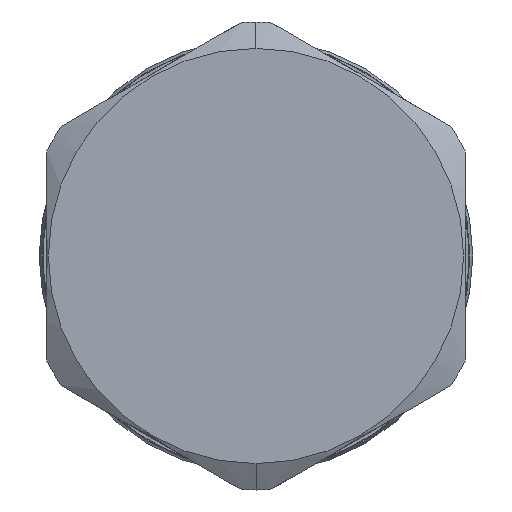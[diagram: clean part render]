
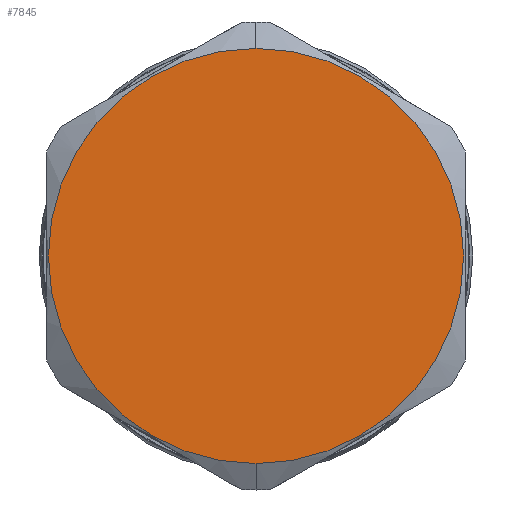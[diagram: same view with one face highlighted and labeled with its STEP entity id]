
A CAD part, left-side view. The second image highlights one B-rep face of the part: STEP entity #7845.
In plain terms, the highlighted planar face has unit normal (-1, 0, 0).
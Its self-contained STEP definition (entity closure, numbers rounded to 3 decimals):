
#68 = AXIS2_PLACEMENT_3D ( 'NONE', #5501, #5508, #5509 ) ;
#762 = CIRCLE ( 'NONE', #3065, 11. ) ;
#1075 = CIRCLE ( 'NONE', #1565, 11. ) ;
#1565 = AXIS2_PLACEMENT_3D ( 'NONE', #6267, #6391, #6396 ) ;
#1789 = DIRECTION ( 'NONE',  ( 0., 0., 1. ) ) ;
#1790 = DIRECTION ( 'NONE',  ( -1., 0., 0. ) ) ;
#1792 = CARTESIAN_POINT ( 'NONE',  ( -35.556, 0., 0. ) ) ;
#2431 = ORIENTED_EDGE ( 'NONE', *, *, #3161, .T. ) ;
#3065 = AXIS2_PLACEMENT_3D ( 'NONE', #1792, #1790, #1789 ) ;
#3161 = EDGE_CURVE ( 'NONE', #6828, #6967, #762, .T. ) ;
#3284 = FACE_OUTER_BOUND ( 'NONE', #7359, .T. ) ;
#3743 = CARTESIAN_POINT ( 'NONE',  ( -35.556, 0., -11. ) ) ;
#4240 = CARTESIAN_POINT ( 'NONE',  ( -35.556, 0., 11. ) ) ;
#5501 = CARTESIAN_POINT ( 'NONE',  ( -35.556, 0., 0. ) ) ;
#5502 = PLANE ( 'NONE',  #68 ) ;
#5508 = DIRECTION ( 'NONE',  ( 1., 0., 0. ) ) ;
#5509 = DIRECTION ( 'NONE',  ( 0., 0., -1. ) ) ;
#6041 = EDGE_CURVE ( 'NONE', #6967, #6828, #1075, .T. ) ;
#6267 = CARTESIAN_POINT ( 'NONE',  ( -35.556, 0., 0. ) ) ;
#6391 = DIRECTION ( 'NONE',  ( -1., 0., 0. ) ) ;
#6396 = DIRECTION ( 'NONE',  ( 0., 0., 1. ) ) ;
#6828 = VERTEX_POINT ( 'NONE', #3743 ) ;
#6967 = VERTEX_POINT ( 'NONE', #4240 ) ;
#7114 = ORIENTED_EDGE ( 'NONE', *, *, #6041, .T. ) ;
#7359 = EDGE_LOOP ( 'NONE', ( #2431, #7114 ) ) ;
#7845 = ADVANCED_FACE ( 'NONE', ( #3284 ), #5502, .F. ) ;
